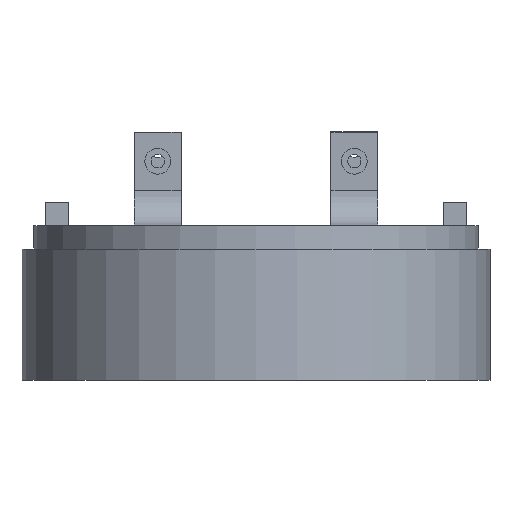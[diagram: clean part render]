
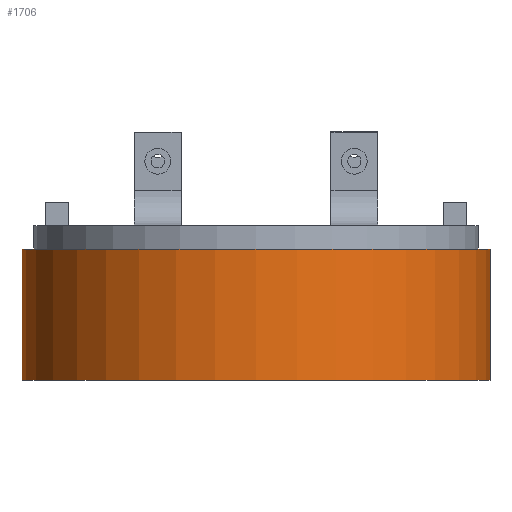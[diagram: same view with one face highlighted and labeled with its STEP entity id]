
A CAD part, front view. The second image highlights one B-rep face of the part: STEP entity #1706.
In plain terms, the highlighted cylindrical face has radius 50 mm (diameter 100 mm), a full revolution.
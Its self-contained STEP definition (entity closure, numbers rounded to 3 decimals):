
#207=FACE_OUTER_BOUND('',#324,.T.);
#324=EDGE_LOOP('',(#1577,#1578,#1579,#1580));
#485=LINE('',#2877,#646);
#646=VECTOR('',#2376,50.);
#649=CIRCLE('',#1714,50.);
#664=CIRCLE('',#1763,50.);
#712=VERTEX_POINT('',#2388);
#775=VERTEX_POINT('',#2564);
#870=EDGE_CURVE('',#712,#712,#649,.T.);
#957=EDGE_CURVE('',#775,#775,#664,.T.);
#1104=EDGE_CURVE('',#712,#775,#485,.T.);
#1577=ORIENTED_EDGE('',*,*,#870,.T.);
#1578=ORIENTED_EDGE('',*,*,#1104,.T.);
#1579=ORIENTED_EDGE('',*,*,#957,.F.);
#1580=ORIENTED_EDGE('',*,*,#1104,.F.);
#1614=CYLINDRICAL_SURFACE('',#1876,50.);
#1706=ADVANCED_FACE('',(#207),#1614,.T.);
#1714=AXIS2_PLACEMENT_3D('',#2389,#1891,#1892);
#1763=AXIS2_PLACEMENT_3D('',#2565,#2053,#2054);
#1876=AXIS2_PLACEMENT_3D('',#2876,#2374,#2375);
#1891=DIRECTION('center_axis',(0.,0.,
-1.));
#1892=DIRECTION('ref_axis',(1.,0.,0.));
#2053=DIRECTION('center_axis',(0.,0.,-1.));
#2054=DIRECTION('ref_axis',(1.,0.,0.));
#2374=DIRECTION('center_axis',(0.,0.,1.));
#2375=DIRECTION('ref_axis',(1.,0.,0.));
#2376=DIRECTION('',(0.,0.,-1.));
#2388=CARTESIAN_POINT('',(-50.,60.,68.));
#2389=CARTESIAN_POINT('Origin',(0.,60.,
68.));
#2564=CARTESIAN_POINT('',(-50.,60.,40.));
#2565=CARTESIAN_POINT('Origin',(0.,60.,
40.));
#2876=CARTESIAN_POINT('Origin',(0.,60.,
53.));
#2877=CARTESIAN_POINT('',(-50.,60.,53.));
